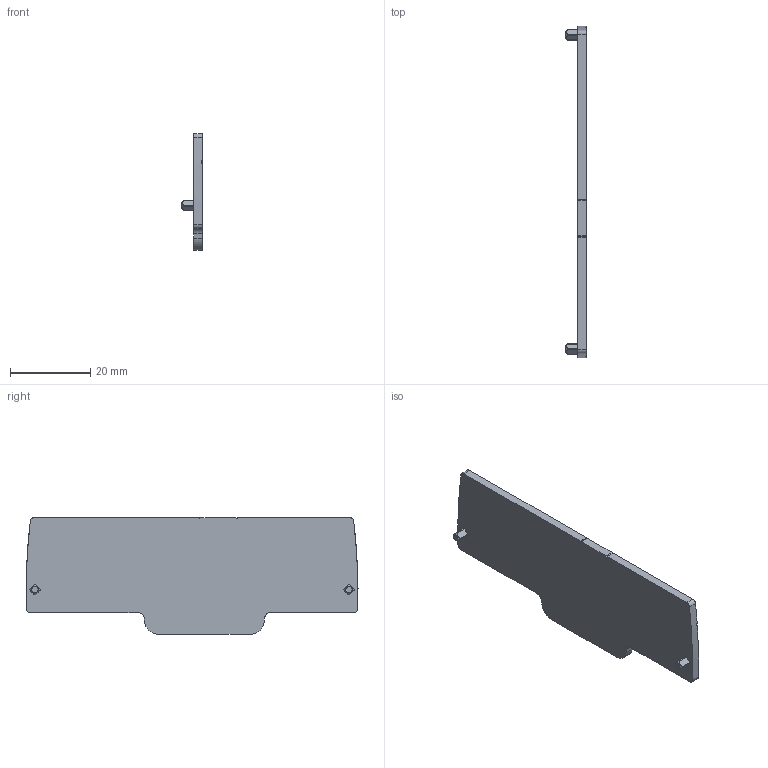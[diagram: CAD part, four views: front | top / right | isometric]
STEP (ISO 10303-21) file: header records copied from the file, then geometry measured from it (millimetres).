
FILE_DESCRIPTION(('CATIA V5 STEP Exchange','CAx-IF Rec.Pracs.--- Model Styling and Organization---1.5--- 2016-08-15','CAx-IF Rec.Pracs.---Supplemental Geometry---1.0---2011-11-01','CAx-IF Rec.Pracs.--- Composite Materials ---1.1---2010-07-15'),'2;1');
FILE_NAME ('8431938_2', '2025-09-22T07:02:06+00:00', ('none'), ('Weidmueller'), 'CATIA Version 5-6 Release 2024 SP4', 'CATIA V5 STEP AP214 v3', 'none');
FILE_SCHEMA(('AUTOMOTIVE_DESIGN { 1 0 10303 214 1 1 1 1 }'));
Length unit declared in the file: millimetre
Products named in the file (1): 1989970000_AEP_DT_2-5_3C
Bounding box: 5.1 x 82.84 x 29.1 mm (x, y, z)
Volume: 4432.9 mm3; surface area: 4735.4 mm2
Topology: 1 solids, 1 shells, 78 faces, 218 edges, 142 vertices
Faces by surface type: plane 44, cylinder 28, cone 6
Entity records: 2584 total; most frequent: CARTESIAN_POINT 672, ORIENTED_EDGE 432, DIRECTION 320, EDGE_CURVE 216, VERTEX_POINT 142, VECTOR 138, LINE 138, AXIS2_PLACEMENT_3D 116
